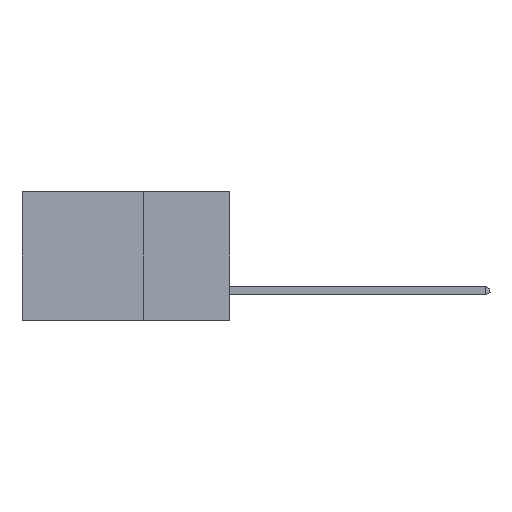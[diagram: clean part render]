
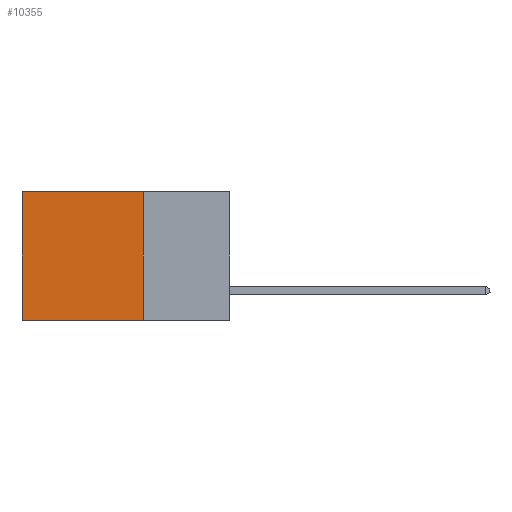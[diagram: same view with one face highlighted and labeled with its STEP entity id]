
A CAD part, left-side view. The second image highlights one B-rep face of the part: STEP entity #10355.
In plain terms, the highlighted planar face has unit normal (-1, 0, 0).
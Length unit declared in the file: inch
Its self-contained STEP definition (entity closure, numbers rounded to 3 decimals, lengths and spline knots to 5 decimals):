
#144 = EDGE_CURVE ( 'NONE', #13607, #8558, #8038, .T. ) ;
#305 = EDGE_CURVE ( 'NONE', #13607, #2354, #1435, .T. ) ;
#354 = CARTESIAN_POINT ( 'NONE',  ( 0.298, 0.6, 0. ) ) ;
#794 = VECTOR ( 'NONE', #12959, 39.37008 ) ;
#1435 = LINE ( 'NONE', #2556, #3357 ) ;
#2354 = VERTEX_POINT ( 'NONE', #17456 ) ;
#2556 = CARTESIAN_POINT ( 'NONE',  ( 0.298, 0.25, 0. ) ) ;
#3357 = VECTOR ( 'NONE', #14810, 39.37008 ) ;
#3582 = CARTESIAN_POINT ( 'NONE',  ( 0.298, 0.6, 0. ) ) ;
#3657 = ORIENTED_EDGE ( 'NONE', *, *, #14022, .F. ) ;
#3825 = ORIENTED_EDGE ( 'NONE', *, *, #144, .T. ) ;
#4804 = VECTOR ( 'NONE', #12807, 39.37008 ) ;
#6277 = LINE ( 'NONE', #14424, #4804 ) ;
#6635 = AXIS2_PLACEMENT_3D ( 'NONE', #16748, #8425, #6980 ) ;
#6980 = DIRECTION ( 'NONE',  ( 0., 0., -1. ) ) ;
#8038 = LINE ( 'NONE', #9997, #794 ) ;
#8425 = DIRECTION ( 'NONE',  ( 1., 0., 0. ) ) ;
#8558 = VERTEX_POINT ( 'NONE', #354 ) ;
#9997 = CARTESIAN_POINT ( 'NONE',  ( 0.298, 0.25, 0. ) ) ;
#10355 = ADVANCED_FACE ( 'NONE', ( #16742 ), #16334, .F. ) ;
#10466 = ORIENTED_EDGE ( 'NONE', *, *, #16092, .T. ) ;
#11212 = CARTESIAN_POINT ( 'NONE',  ( 0.298, 0.6, -0.37 ) ) ;
#11739 = ORIENTED_EDGE ( 'NONE', *, *, #305, .F. ) ;
#11744 = DIRECTION ( 'NONE',  ( 0., 0., -1. ) ) ;
#12216 = VERTEX_POINT ( 'NONE', #11212 ) ;
#12705 = EDGE_LOOP ( 'NONE', ( #10466, #3657, #11739, #3825 ) ) ;
#12807 = DIRECTION ( 'NONE',  ( 0., 1., 0. ) ) ;
#12959 = DIRECTION ( 'NONE',  ( 0., 1., 0. ) ) ;
#13607 = VERTEX_POINT ( 'NONE', #14918 ) ;
#14022 = EDGE_CURVE ( 'NONE', #2354, #12216, #6277, .T. ) ;
#14424 = CARTESIAN_POINT ( 'NONE',  ( 0.298, 0.25, -0.37 ) ) ;
#14810 = DIRECTION ( 'NONE',  ( 0., 0., -1. ) ) ;
#14898 = VECTOR ( 'NONE', #11744, 39.37008 ) ;
#14918 = CARTESIAN_POINT ( 'NONE',  ( 0.298, 0.25, 0. ) ) ;
#16092 = EDGE_CURVE ( 'NONE', #8558, #12216, #17253, .T. ) ;
#16334 = PLANE ( 'NONE',  #6635 ) ;
#16742 = FACE_OUTER_BOUND ( 'NONE', #12705, .T. ) ;
#16748 = CARTESIAN_POINT ( 'NONE',  ( 0.298, 0.25, 0. ) ) ;
#17253 = LINE ( 'NONE', #3582, #14898 ) ;
#17456 = CARTESIAN_POINT ( 'NONE',  ( 0.298, 0.25, -0.37 ) ) ;
